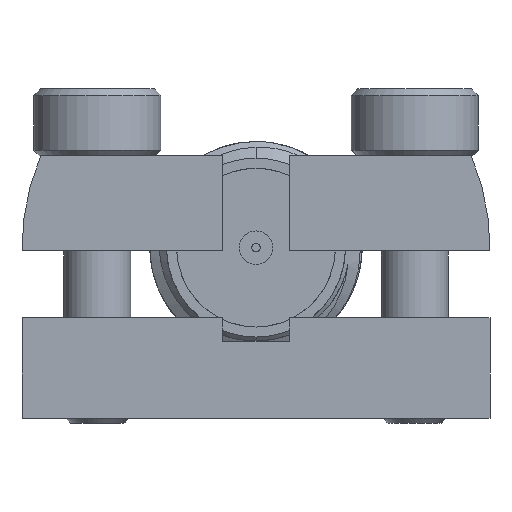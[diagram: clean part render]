
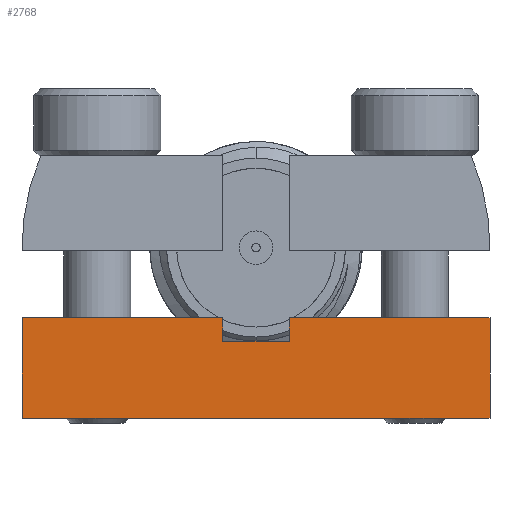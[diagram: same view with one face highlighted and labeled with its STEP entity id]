
A CAD part, front view. The second image highlights one B-rep face of the part: STEP entity #2768.
In plain terms, the highlighted face is planar.
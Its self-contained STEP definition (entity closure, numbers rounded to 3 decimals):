
#31 = ORIENTED_EDGE ( 'NONE', *, *, #4188, .F. ) ;
#58 = VERTEX_POINT ( 'NONE', #3642 ) ;
#121 = LINE ( 'NONE', #1761, #3379 ) ;
#148 = VECTOR ( 'NONE', #5232, 1000. ) ;
#151 = LINE ( 'NONE', #176, #1665 ) ;
#152 = VERTEX_POINT ( 'NONE', #1958 ) ;
#176 = CARTESIAN_POINT ( 'NONE',  ( -7., 3., 2.4 ) ) ;
#301 = CARTESIAN_POINT ( 'NONE',  ( -1., 2.3, 2.4 ) ) ;
#469 = ORIENTED_EDGE ( 'NONE', *, *, #2283, .F. ) ;
#473 = DIRECTION ( 'NONE',  ( 1., 0., 0. ) ) ;
#524 = ORIENTED_EDGE ( 'NONE', *, *, #1137, .F. ) ;
#560 = DIRECTION ( 'NONE',  ( 0., 0., -1. ) ) ;
#580 = DIRECTION ( 'NONE',  ( 0., -1., 0. ) ) ;
#647 = CARTESIAN_POINT ( 'NONE',  ( 7., 3., 2.4 ) ) ;
#747 = VERTEX_POINT ( 'NONE', #1593 ) ;
#936 = FACE_OUTER_BOUND ( 'NONE', #2647, .T. ) ;
#1129 = DIRECTION ( 'NONE',  ( 1., 0., 0. ) ) ;
#1137 = EDGE_CURVE ( 'NONE', #2919, #4007, #3461, .T. ) ;
#1220 = ORIENTED_EDGE ( 'NONE', *, *, #3982, .T. ) ;
#1316 = EDGE_CURVE ( 'NONE', #747, #152, #1589, .T. ) ;
#1395 = DIRECTION ( 'NONE',  ( 1., 0., 0. ) ) ;
#1589 = LINE ( 'NONE', #5245, #2514 ) ;
#1593 = CARTESIAN_POINT ( 'NONE',  ( 1., 3., 2.4 ) ) ;
#1665 = VECTOR ( 'NONE', #580, 1000. ) ;
#1695 = VECTOR ( 'NONE', #473, 1000. ) ;
#1761 = CARTESIAN_POINT ( 'NONE',  ( -1., 2.3, 2.4 ) ) ;
#1869 = VERTEX_POINT ( 'NONE', #4172 ) ;
#1926 = EDGE_CURVE ( 'NONE', #152, #58, #5145, .T. ) ;
#1940 = ORIENTED_EDGE ( 'NONE', *, *, #5324, .T. ) ;
#1958 = CARTESIAN_POINT ( 'NONE',  ( 7., 3., 2.4 ) ) ;
#2036 = CARTESIAN_POINT ( 'NONE',  ( -1., 3., 2.4 ) ) ;
#2283 = EDGE_CURVE ( 'NONE', #2480, #1869, #121, .T. ) ;
#2365 = DIRECTION ( 'NONE',  ( 0., -1., 0. ) ) ;
#2480 = VERTEX_POINT ( 'NONE', #301 ) ;
#2514 = VECTOR ( 'NONE', #1129, 1000. ) ;
#2520 = LINE ( 'NONE', #3338, #1695 ) ;
#2647 = EDGE_LOOP ( 'NONE', ( #469, #3876, #524, #1940, #1220, #4366, #3848, #31 ) ) ;
#2768 = ADVANCED_FACE ( 'NONE', ( #936 ), #4266, .F. ) ;
#2919 = VERTEX_POINT ( 'NONE', #3629 ) ;
#3338 = CARTESIAN_POINT ( 'NONE',  ( -7., 0., 2.4 ) ) ;
#3379 = VECTOR ( 'NONE', #5074, 1000. ) ;
#3385 = VECTOR ( 'NONE', #2365, 1000. ) ;
#3390 = VECTOR ( 'NONE', #3889, 1000. ) ;
#3461 = LINE ( 'NONE', #3969, #3556 ) ;
#3472 = EDGE_CURVE ( 'NONE', #4007, #2480, #4432, .T. ) ;
#3556 = VECTOR ( 'NONE', #1395, 1000. ) ;
#3629 = CARTESIAN_POINT ( 'NONE',  ( -7., 3., 2.4 ) ) ;
#3642 = CARTESIAN_POINT ( 'NONE',  ( 7., 0., 2.4 ) ) ;
#3831 = CARTESIAN_POINT ( 'NONE',  ( -7., 3., 2.4 ) ) ;
#3848 = ORIENTED_EDGE ( 'NONE', *, *, #1316, .F. ) ;
#3876 = ORIENTED_EDGE ( 'NONE', *, *, #3472, .F. ) ;
#3889 = DIRECTION ( 'NONE',  ( 0., -1., 0. ) ) ;
#3951 = DIRECTION ( 'NONE',  ( -1., 0., 0. ) ) ;
#3953 = CARTESIAN_POINT ( 'NONE',  ( -7., 0., 2.4 ) ) ;
#3969 = CARTESIAN_POINT ( 'NONE',  ( -7., 3., 2.4 ) ) ;
#3982 = EDGE_CURVE ( 'NONE', #4104, #58, #2520, .T. ) ;
#4007 = VERTEX_POINT ( 'NONE', #2036 ) ;
#4067 = LINE ( 'NONE', #4392, #148 ) ;
#4104 = VERTEX_POINT ( 'NONE', #3953 ) ;
#4172 = CARTESIAN_POINT ( 'NONE',  ( 1., 2.3, 2.4 ) ) ;
#4188 = EDGE_CURVE ( 'NONE', #1869, #747, #4067, .T. ) ;
#4266 = PLANE ( 'NONE',  #4422 ) ;
#4366 = ORIENTED_EDGE ( 'NONE', *, *, #1926, .F. ) ;
#4392 = CARTESIAN_POINT ( 'NONE',  ( 1., 3., 2.4 ) ) ;
#4422 = AXIS2_PLACEMENT_3D ( 'NONE', #3831, #560, #3951 ) ;
#4432 = LINE ( 'NONE', #4489, #3385 ) ;
#4489 = CARTESIAN_POINT ( 'NONE',  ( -1., 3., 2.4 ) ) ;
#5074 = DIRECTION ( 'NONE',  ( 1., 0., 0. ) ) ;
#5145 = LINE ( 'NONE', #647, #3390 ) ;
#5232 = DIRECTION ( 'NONE',  ( 0., 1., 0. ) ) ;
#5245 = CARTESIAN_POINT ( 'NONE',  ( -7., 3., 2.4 ) ) ;
#5324 = EDGE_CURVE ( 'NONE', #2919, #4104, #151, .T. ) ;
